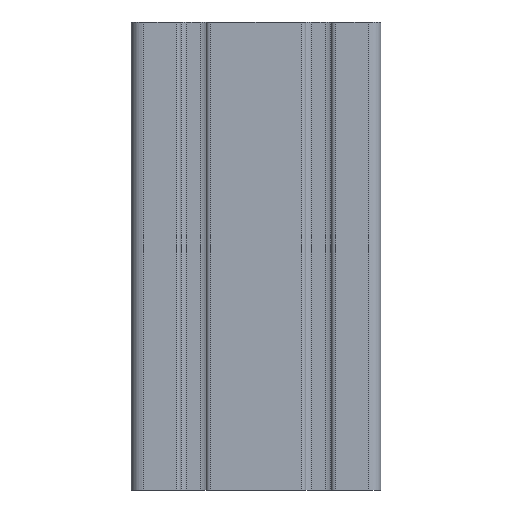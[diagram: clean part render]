
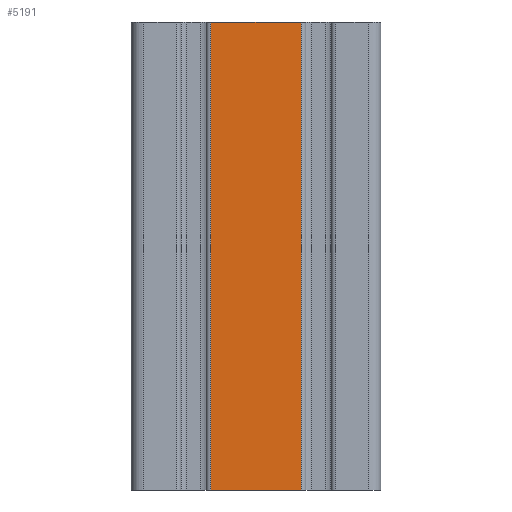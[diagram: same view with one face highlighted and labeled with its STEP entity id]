
A CAD part, front view. The second image highlights one B-rep face of the part: STEP entity #5191.
In plain terms, the highlighted planar face has unit normal (0, -1, 0).
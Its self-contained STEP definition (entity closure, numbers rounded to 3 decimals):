
#45 = PLANE('',#46);
#46 = AXIS2_PLACEMENT_3D('',#47,#48,#49);
#47 = CARTESIAN_POINT('',(40.,20.,0.));
#48 = DIRECTION('',(0.,0.,1.));
#49 = DIRECTION('',(1.,0.,-0.));
#102 = PLANE('',#103);
#103 = AXIS2_PLACEMENT_3D('',#104,#105,#106);
#104 = CARTESIAN_POINT('',(40.,20.,150.));
#105 = DIRECTION('',(0.,0.,1.));
#106 = DIRECTION('',(1.,0.,-0.));
#1353 = CYLINDRICAL_SURFACE('',#1354,1.5);
#1354 = AXIS2_PLACEMENT_3D('',#1355,#1356,#1357);
#1355 = CARTESIAN_POINT('',(54.5,1.5,0.));
#1356 = DIRECTION('',(0.,0.,-1.));
#1357 = DIRECTION('',(0.,-1.,0.));
#2460 = VERTEX_POINT('',#2461);
#2461 = CARTESIAN_POINT('',(54.5,0.,150.));
#2483 = EDGE_CURVE('',#2484,#2460,#2486,.T.);
#2484 = VERTEX_POINT('',#2485);
#2485 = CARTESIAN_POINT('',(54.5,0.,0.));
#2486 = SURFACE_CURVE('',#2487,(#2491,#2498),.PCURVE_S1.);
#2487 = LINE('',#2488,#2489);
#2488 = CARTESIAN_POINT('',(54.5,0.,0.));
#2489 = VECTOR('',#2490,1.);
#2490 = DIRECTION('',(0.,0.,1.));
#2491 = PCURVE('',#1353,#2492);
#2492 = DEFINITIONAL_REPRESENTATION('',(#2493),#2497);
#2493 = LINE('',#2494,#2495);
#2494 = CARTESIAN_POINT('',(6.283,0.));
#2495 = VECTOR('',#2496,1.);
#2496 = DIRECTION('',(0.,-1.));
#2497 = ( GEOMETRIC_REPRESENTATION_CONTEXT(2) 
PARAMETRIC_REPRESENTATION_CONTEXT() REPRESENTATION_CONTEXT('2D SPACE',''
  ) );
#2498 = PCURVE('',#2499,#2504);
#2499 = PLANE('',#2500);
#2500 = AXIS2_PLACEMENT_3D('',#2501,#2502,#2503);
#2501 = CARTESIAN_POINT('',(76.,0.,0.));
#2502 = DIRECTION('',(0.,-1.,0.));
#2503 = DIRECTION('',(1.,0.,0.));
#2504 = DEFINITIONAL_REPRESENTATION('',(#2505),#2509);
#2505 = LINE('',#2506,#2507);
#2506 = CARTESIAN_POINT('',(-21.5,0.));
#2507 = VECTOR('',#2508,1.);
#2508 = DIRECTION('',(0.,1.));
#2509 = ( GEOMETRIC_REPRESENTATION_CONTEXT(2) 
PARAMETRIC_REPRESENTATION_CONTEXT() REPRESENTATION_CONTEXT('2D SPACE',''
  ) );
#2578 = EDGE_CURVE('',#2579,#2484,#2581,.T.);
#2579 = VERTEX_POINT('',#2580);
#2580 = CARTESIAN_POINT('',(25.5,0.,0.));
#2581 = SURFACE_CURVE('',#2582,(#2586,#2593),.PCURVE_S1.);
#2582 = LINE('',#2583,#2584);
#2583 = CARTESIAN_POINT('',(4.,0.,0.));
#2584 = VECTOR('',#2585,1.);
#2585 = DIRECTION('',(1.,0.,0.));
#2586 = PCURVE('',#45,#2587);
#2587 = DEFINITIONAL_REPRESENTATION('',(#2588),#2592);
#2588 = LINE('',#2589,#2590);
#2589 = CARTESIAN_POINT('',(-36.,-20.));
#2590 = VECTOR('',#2591,1.);
#2591 = DIRECTION('',(1.,0.));
#2592 = ( GEOMETRIC_REPRESENTATION_CONTEXT(2) 
PARAMETRIC_REPRESENTATION_CONTEXT() REPRESENTATION_CONTEXT('2D SPACE',''
  ) );
#2593 = PCURVE('',#2499,#2594);
#2594 = DEFINITIONAL_REPRESENTATION('',(#2595),#2599);
#2595 = LINE('',#2596,#2597);
#2596 = CARTESIAN_POINT('',(-72.,0.));
#2597 = VECTOR('',#2598,1.);
#2598 = DIRECTION('',(1.,0.));
#2599 = ( GEOMETRIC_REPRESENTATION_CONTEXT(2) 
PARAMETRIC_REPRESENTATION_CONTEXT() REPRESENTATION_CONTEXT('2D SPACE',''
  ) );
#2622 = CYLINDRICAL_SURFACE('',#2623,1.5);
#2623 = AXIS2_PLACEMENT_3D('',#2624,#2625,#2626);
#2624 = CARTESIAN_POINT('',(25.5,1.5,0.));
#2625 = DIRECTION('',(0.,0.,-1.));
#2626 = DIRECTION('',(-1.,0.,0.));
#5191 = ADVANCED_FACE('',(#5192),#2499,.T.);
#5192 = FACE_BOUND('',#5193,.T.);
#5193 = EDGE_LOOP('',(#5194,#5195,#5218,#5239));
#5194 = ORIENTED_EDGE('',*,*,#2483,.T.);
#5195 = ORIENTED_EDGE('',*,*,#5196,.T.);
#5196 = EDGE_CURVE('',#2460,#5197,#5199,.T.);
#5197 = VERTEX_POINT('',#5198);
#5198 = CARTESIAN_POINT('',(25.5,0.,150.));
#5199 = SURFACE_CURVE('',#5200,(#5204,#5211),.PCURVE_S1.);
#5200 = LINE('',#5201,#5202);
#5201 = CARTESIAN_POINT('',(4.,0.,150.));
#5202 = VECTOR('',#5203,1.);
#5203 = DIRECTION('',(-1.,0.,0.));
#5204 = PCURVE('',#2499,#5205);
#5205 = DEFINITIONAL_REPRESENTATION('',(#5206),#5210);
#5206 = LINE('',#5207,#5208);
#5207 = CARTESIAN_POINT('',(-72.,150.));
#5208 = VECTOR('',#5209,1.);
#5209 = DIRECTION('',(-1.,0.));
#5210 = ( GEOMETRIC_REPRESENTATION_CONTEXT(2) 
PARAMETRIC_REPRESENTATION_CONTEXT() REPRESENTATION_CONTEXT('2D SPACE',''
  ) );
#5211 = PCURVE('',#102,#5212);
#5212 = DEFINITIONAL_REPRESENTATION('',(#5213),#5217);
#5213 = LINE('',#5214,#5215);
#5214 = CARTESIAN_POINT('',(-36.,-20.));
#5215 = VECTOR('',#5216,1.);
#5216 = DIRECTION('',(-1.,0.));
#5217 = ( GEOMETRIC_REPRESENTATION_CONTEXT(2) 
PARAMETRIC_REPRESENTATION_CONTEXT() REPRESENTATION_CONTEXT('2D SPACE',''
  ) );
#5218 = ORIENTED_EDGE('',*,*,#5219,.T.);
#5219 = EDGE_CURVE('',#5197,#2579,#5220,.T.);
#5220 = SURFACE_CURVE('',#5221,(#5225,#5232),.PCURVE_S1.);
#5221 = LINE('',#5222,#5223);
#5222 = CARTESIAN_POINT('',(25.5,0.,75.));
#5223 = VECTOR('',#5224,1.);
#5224 = DIRECTION('',(0.,0.,-1.));
#5225 = PCURVE('',#2499,#5226);
#5226 = DEFINITIONAL_REPRESENTATION('',(#5227),#5231);
#5227 = LINE('',#5228,#5229);
#5228 = CARTESIAN_POINT('',(-50.5,75.));
#5229 = VECTOR('',#5230,1.);
#5230 = DIRECTION('',(0.,-1.));
#5231 = ( GEOMETRIC_REPRESENTATION_CONTEXT(2) 
PARAMETRIC_REPRESENTATION_CONTEXT() REPRESENTATION_CONTEXT('2D SPACE',''
  ) );
#5232 = PCURVE('',#2622,#5233);
#5233 = DEFINITIONAL_REPRESENTATION('',(#5234),#5238);
#5234 = LINE('',#5235,#5236);
#5235 = CARTESIAN_POINT('',(4.712,-75.));
#5236 = VECTOR('',#5237,1.);
#5237 = DIRECTION('',(0.,1.));
#5238 = ( GEOMETRIC_REPRESENTATION_CONTEXT(2) 
PARAMETRIC_REPRESENTATION_CONTEXT() REPRESENTATION_CONTEXT('2D SPACE',''
  ) );
#5239 = ORIENTED_EDGE('',*,*,#2578,.T.);
